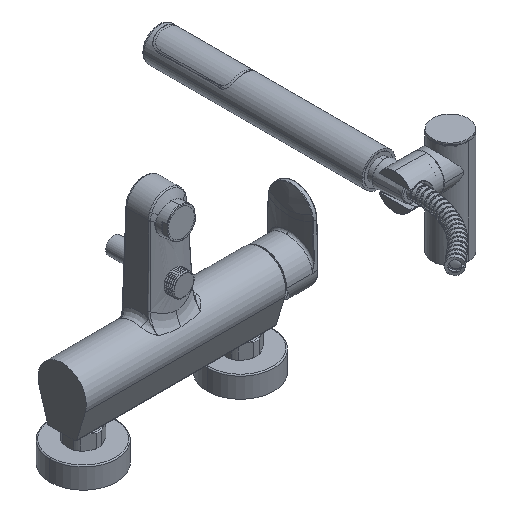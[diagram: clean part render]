
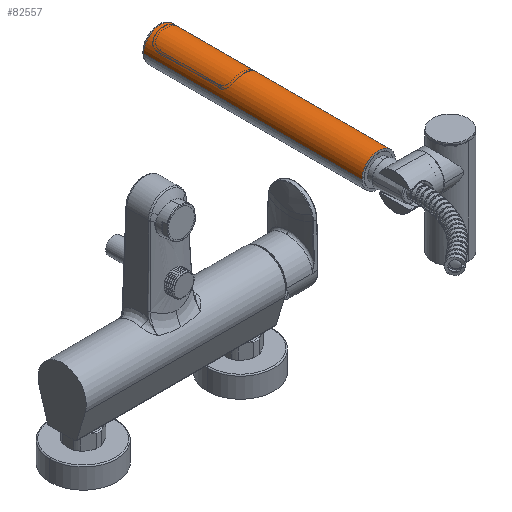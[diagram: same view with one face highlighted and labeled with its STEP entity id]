
A CAD part, isometric view. The second image highlights one B-rep face of the part: STEP entity #82557.
In plain terms, the highlighted cylindrical face has radius 16 mm (diameter 32 mm), a partial arc.
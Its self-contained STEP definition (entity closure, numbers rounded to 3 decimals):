
#76763=CARTESIAN_POINT('',(157.25,25.5,6.));
#76764=DIRECTION('',(0.,1.,0.));
#76765=DIRECTION('',(-1.,0.,0.));
#76766=AXIS2_PLACEMENT_3D('',#76763,#76764,#76765);
#76783=DIRECTION('',(0.,1.,0.));
#76784=VECTOR('',#76783,208.);
#76785=CARTESIAN_POINT('',(173.25,25.5,6.));
#76786=LINE('',#76785,#76784);
#76807=CARTESIAN_POINT('',(157.25,233.5,6.));
#76808=DIRECTION('',(0.,1.,0.));
#76809=DIRECTION('',(-1.,0.,0.));
#76810=AXIS2_PLACEMENT_3D('',#76807,#76808,#76809);
#76812=DIRECTION('',(0.,1.,0.));
#76813=VECTOR('',#76812,208.);
#76814=CARTESIAN_POINT('',(141.25,25.5,6.));
#76815=LINE('',#76814,#76813);
#81780=CARTESIAN_POINT('',(173.25,25.5,6.));
#81781=CARTESIAN_POINT('',(141.25,25.5,6.));
#81782=VERTEX_POINT('',#81780);
#81783=VERTEX_POINT('',#81781);
#81796=CARTESIAN_POINT('',(141.25,233.5,6.));
#81797=CARTESIAN_POINT('',(173.25,233.5,6.));
#81798=VERTEX_POINT('',#81796);
#81799=VERTEX_POINT('',#81797);
#82546=CARTESIAN_POINT('',(157.25,25.5,6.));
#82547=DIRECTION('',(0.,1.,0.));
#82548=DIRECTION('',(1.,0.,0.));
#82549=AXIS2_PLACEMENT_3D('',#82546,#82547,#82548);
#82550=CYLINDRICAL_SURFACE('',#82549,16.);
#82551=ORIENTED_EDGE('',*,*,#82533,.T.);
#82552=ORIENTED_EDGE('',*,*,#82474,.F.);
#82553=ORIENTED_EDGE('',*,*,#82447,.F.);
#82554=ORIENTED_EDGE('',*,*,#82471,.T.);
#82555=EDGE_LOOP('',(#82551,#82552,#82553,#82554));
#82556=FACE_OUTER_BOUND('',#82555,.F.);
#82557=ADVANCED_FACE('',(#82556),#82550,.T.);
#76767=CIRCLE('',#76766,16.);
#76811=CIRCLE('',#76810,16.);
#82447=EDGE_CURVE('',#81783,#81782,#76767,.T.);
#82471=EDGE_CURVE('',#81783,#81798,#76815,.T.);
#82474=EDGE_CURVE('',#81782,#81799,#76786,.T.);
#82533=EDGE_CURVE('',#81798,#81799,#76811,.T.);
